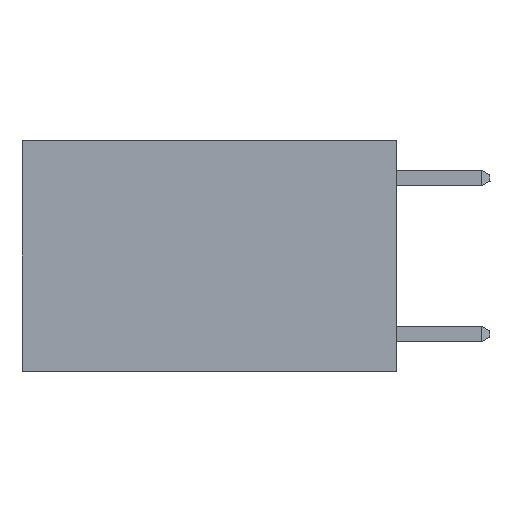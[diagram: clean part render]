
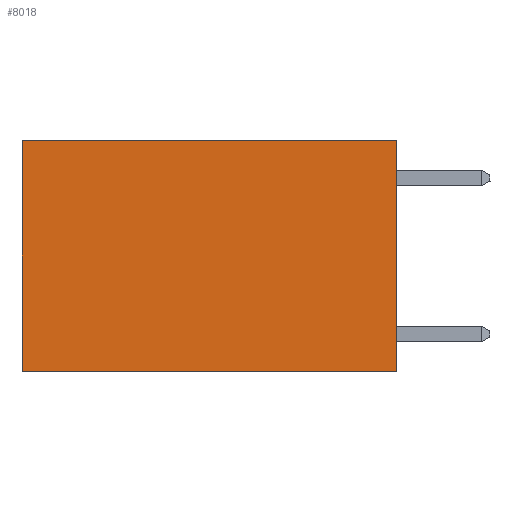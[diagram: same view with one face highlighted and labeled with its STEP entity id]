
A CAD part, left-side view. The second image highlights one B-rep face of the part: STEP entity #8018.
In plain terms, the highlighted planar face has unit normal (-1, 0, 0).
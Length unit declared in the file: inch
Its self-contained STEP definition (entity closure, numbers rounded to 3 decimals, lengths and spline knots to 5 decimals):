
#306 = LINE ( 'NONE', #7706, #16036 ) ;
#1302 = DIRECTION ( 'NONE',  ( 0., 0., -1. ) ) ;
#1921 = EDGE_CURVE ( 'NONE', #5310, #11079, #306, .T. ) ;
#1945 = CARTESIAN_POINT ( 'NONE',  ( 0.2625, 0., 0. ) ) ;
#2913 = ORIENTED_EDGE ( 'NONE', *, *, #10065, .F. ) ;
#4528 = LINE ( 'NONE', #14857, #8738 ) ;
#4753 = VECTOR ( 'NONE', #10738, 39.37008 ) ;
#4861 = CARTESIAN_POINT ( 'NONE',  ( 0.2625, 0., 0. ) ) ;
#5249 = ORIENTED_EDGE ( 'NONE', *, *, #1921, .T. ) ;
#5310 = VERTEX_POINT ( 'NONE', #4861 ) ;
#5685 = LINE ( 'NONE', #1945, #4753 ) ;
#7706 = CARTESIAN_POINT ( 'NONE',  ( 0.2625, 0., 0. ) ) ;
#8018 = ADVANCED_FACE ( 'NONE', ( #13044 ), #17877, .F. ) ;
#8738 = VECTOR ( 'NONE', #14993, 39.37008 ) ;
#8817 = DIRECTION ( 'NONE',  ( 1., 0., 0. ) ) ;
#9210 = DIRECTION ( 'NONE',  ( 0., 1., 0. ) ) ;
#9922 = EDGE_CURVE ( 'NONE', #11079, #16236, #4528, .T. ) ;
#10065 = EDGE_CURVE ( 'NONE', #5310, #11118, #5685, .T. ) ;
#10494 = VECTOR ( 'NONE', #18540, 39.37008 ) ;
#10738 = DIRECTION ( 'NONE',  ( 0., 0., -1. ) ) ;
#11016 = CARTESIAN_POINT ( 'NONE',  ( 0.2625, 0., -0.37 ) ) ;
#11079 = VERTEX_POINT ( 'NONE', #11218 ) ;
#11118 = VERTEX_POINT ( 'NONE', #18615 ) ;
#11218 = CARTESIAN_POINT ( 'NONE',  ( 0.2625, 0.6, 0. ) ) ;
#13044 = FACE_OUTER_BOUND ( 'NONE', #15270, .T. ) ;
#13759 = ORIENTED_EDGE ( 'NONE', *, *, #9922, .T. ) ;
#13960 = EDGE_CURVE ( 'NONE', #11118, #16236, #16365, .T. ) ;
#14333 = CARTESIAN_POINT ( 'NONE',  ( 0.2625, 0.6, -0.37 ) ) ;
#14857 = CARTESIAN_POINT ( 'NONE',  ( 0.2625, 0.6, 0. ) ) ;
#14993 = DIRECTION ( 'NONE',  ( 0., 0., -1. ) ) ;
#15040 = AXIS2_PLACEMENT_3D ( 'NONE', #16187, #8817, #1302 ) ;
#15270 = EDGE_LOOP ( 'NONE', ( #13759, #15834, #2913, #5249 ) ) ;
#15834 = ORIENTED_EDGE ( 'NONE', *, *, #13960, .F. ) ;
#16036 = VECTOR ( 'NONE', #9210, 39.37008 ) ;
#16187 = CARTESIAN_POINT ( 'NONE',  ( 0.2625, 0., 0. ) ) ;
#16236 = VERTEX_POINT ( 'NONE', #14333 ) ;
#16365 = LINE ( 'NONE', #11016, #10494 ) ;
#17877 = PLANE ( 'NONE',  #15040 ) ;
#18540 = DIRECTION ( 'NONE',  ( 0., 1., 0. ) ) ;
#18615 = CARTESIAN_POINT ( 'NONE',  ( 0.2625, 0., -0.37 ) ) ;
